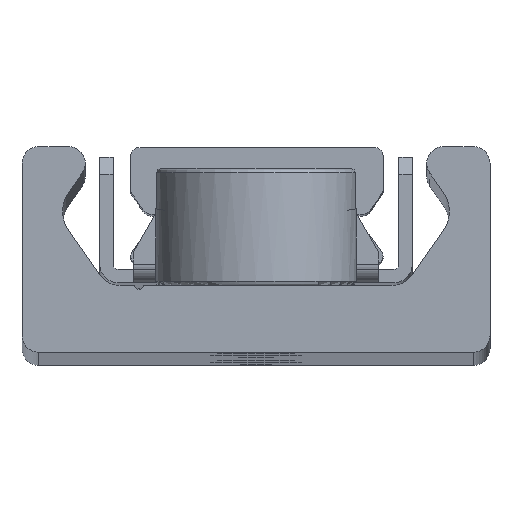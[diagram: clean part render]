
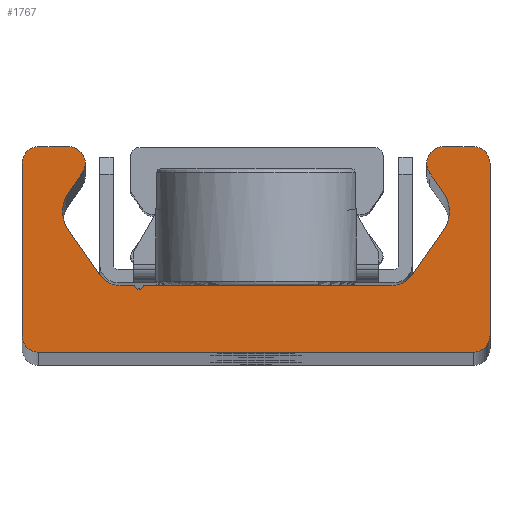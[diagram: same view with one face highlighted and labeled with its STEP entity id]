
A CAD part, top view. The second image highlights one B-rep face of the part: STEP entity #1767.
In plain terms, the highlighted planar face has unit normal (0, 0, 1).
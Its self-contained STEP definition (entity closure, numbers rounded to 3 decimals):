
#891=CARTESIAN_POINT('',(-13.0,0.0,450.0));
#892=VERTEX_POINT('',#891);
#893=CARTESIAN_POINT('',(-14.,1.0,450.0));
#894=VERTEX_POINT('',#893);
#895=CARTESIAN_POINT('',(-13.0,1.0,450.0));
#896=DIRECTION('',(0.0,0.0,-1.0));
#897=DIRECTION('',(-1.0,0.0,0.0));
#898=AXIS2_PLACEMENT_3D('',#895,#896,#897);
#899=CIRCLE('',#898,1.0);
#900=EDGE_CURVE('',#892,#894,#899,.T.);
#933=CARTESIAN_POINT('',(-14.,11.3,450.0));
#934=VERTEX_POINT('',#933);
#935=CARTESIAN_POINT('',(-14.,1.0,450.0));
#936=DIRECTION('',(0.0,1.0,0.0));
#937=VECTOR('',#936,10.3);
#938=LINE('',#935,#937);
#939=EDGE_CURVE('',#894,#934,#938,.T.);
#964=CARTESIAN_POINT('',(-13.0,12.3,450.0));
#965=VERTEX_POINT('',#964);
#966=CARTESIAN_POINT('',(-13.0,11.3,450.0));
#967=DIRECTION('',(0.0,0.0,-1.0));
#968=DIRECTION('',(0.0,1.0,0.0));
#969=AXIS2_PLACEMENT_3D('',#966,#967,#968);
#970=CIRCLE('',#969,1.0);
#971=EDGE_CURVE('',#934,#965,#970,.T.);
#997=CARTESIAN_POINT('',(-11.214,12.3,450.0));
#998=VERTEX_POINT('',#997);
#999=CARTESIAN_POINT('',(-13.0,12.3,450.0));
#1000=DIRECTION('',(1.0,0.0,0.0));
#1001=VECTOR('',#1000,1.786);
#1002=LINE('',#999,#1001);
#1003=EDGE_CURVE('',#965,#998,#1002,.T.);
#1028=CARTESIAN_POINT('',(-10.395,10.726,450.0));
#1029=VERTEX_POINT('',#1028);
#1030=CARTESIAN_POINT('',(-11.214,11.3,450.0));
#1031=DIRECTION('',(0.0,0.0,-1.0));
#1032=DIRECTION('',(0.819,-0.574,0.0));
#1033=AXIS2_PLACEMENT_3D('',#1030,#1031,#1032);
#1034=CIRCLE('',#1033,1.0);
#1035=EDGE_CURVE('',#998,#1029,#1034,.T.);
#1061=CARTESIAN_POINT('',(-11.206,9.567,450.0));
#1062=VERTEX_POINT('',#1061);
#1063=CARTESIAN_POINT('',(-10.395,10.726,450.0));
#1064=DIRECTION('',(-0.574,-0.819,0.0));
#1065=VECTOR('',#1064,1.415);
#1066=LINE('',#1063,#1065);
#1067=EDGE_CURVE('',#1029,#1062,#1066,.T.);
#1092=CARTESIAN_POINT('',(-11.206,7.273,450.0));
#1093=VERTEX_POINT('',#1092);
#1094=CARTESIAN_POINT('',(-9.568,8.42,450.0));
#1095=DIRECTION('',(0.0,0.0,1.0));
#1096=DIRECTION('',(0.819,-0.574,0.0));
#1097=AXIS2_PLACEMENT_3D('',#1094,#1095,#1096);
#1098=CIRCLE('',#1097,2.0);
#1099=EDGE_CURVE('',#1062,#1093,#1098,.T.);
#1125=CARTESIAN_POINT('',(-9.363,4.64,450.0));
#1126=VERTEX_POINT('',#1125);
#1127=CARTESIAN_POINT('',(-11.206,7.273,450.0));
#1128=DIRECTION('',(0.574,-0.819,0.0));
#1129=VECTOR('',#1128,3.215);
#1130=LINE('',#1127,#1129);
#1131=EDGE_CURVE('',#1093,#1126,#1130,.T.);
#1156=CARTESIAN_POINT('',(-8.134,4.0,450.0));
#1157=VERTEX_POINT('',#1156);
#1158=CARTESIAN_POINT('',(-8.134,5.5,450.0));
#1159=DIRECTION('',(0.0,0.0,1.0));
#1160=DIRECTION('',(0.819,0.574,0.0));
#1161=AXIS2_PLACEMENT_3D('',#1158,#1159,#1160);
#1162=CIRCLE('',#1161,1.5);
#1163=EDGE_CURVE('',#1126,#1157,#1162,.T.);
#1189=CARTESIAN_POINT('',(-7.335,4.,450.0));
#1190=VERTEX_POINT('',#1189);
#1191=CARTESIAN_POINT('',(-8.134,4.0,450.0));
#1192=DIRECTION('',(1.0,0.0,0.0));
#1193=VECTOR('',#1192,0.798);
#1194=LINE('',#1191,#1193);
#1195=EDGE_CURVE('',#1157,#1190,#1194,.T.);
#1220=CARTESIAN_POINT('',(-7.24,3.929,450.0));
#1221=VERTEX_POINT('',#1220);
#1222=CARTESIAN_POINT('',(-7.335,3.9,450.0));
#1223=DIRECTION('',(0.0,0.0,-1.));
#1224=DIRECTION('',(0.958,0.286,0.0));
#1225=AXIS2_PLACEMENT_3D('',#1222,#1223,#1224);
#1226=CIRCLE('',#1225,0.1);
#1227=EDGE_CURVE('',#1190,#1221,#1226,.T.);
#1253=CARTESIAN_POINT('',(-6.76,3.929,450.0));
#1254=VERTEX_POINT('',#1253);
#1255=CARTESIAN_POINT('',(-7.,4.0,450.0));
#1256=DIRECTION('',(0.0,0.0,1.));
#1257=DIRECTION('',(0.958,0.286,0.0));
#1258=AXIS2_PLACEMENT_3D('',#1255,#1256,#1257);
#1259=CIRCLE('',#1258,0.25);
#1260=EDGE_CURVE('',#1221,#1254,#1259,.T.);
#1286=CARTESIAN_POINT('',(-6.665,4.,450.0));
#1287=VERTEX_POINT('',#1286);
#1288=CARTESIAN_POINT('',(-6.665,3.9,450.0));
#1289=DIRECTION('',(0.0,0.0,-1.0));
#1290=DIRECTION('',(0.0,1.0,0.0));
#1291=AXIS2_PLACEMENT_3D('',#1288,#1289,#1290);
#1292=CIRCLE('',#1291,0.1);
#1293=EDGE_CURVE('',#1254,#1287,#1292,.T.);
#1319=CARTESIAN_POINT('',(8.134,4.,450.0));
#1320=VERTEX_POINT('',#1319);
#1321=CARTESIAN_POINT('',(-6.665,4.,450.0));
#1322=DIRECTION('',(1.0,0.0,0.0));
#1323=VECTOR('',#1322,14.798);
#1324=LINE('',#1321,#1323);
#1325=EDGE_CURVE('',#1287,#1320,#1324,.T.);
#1374=CARTESIAN_POINT('',(9.363,4.64,450.0));
#1375=VERTEX_POINT('',#1374);
#1376=CARTESIAN_POINT('',(8.134,5.5,450.0));
#1377=DIRECTION('',(0.0,0.0,1.0));
#1378=DIRECTION('',(0.0,1.0,0.0));
#1379=AXIS2_PLACEMENT_3D('',#1376,#1377,#1378);
#1380=CIRCLE('',#1379,1.5);
#1381=EDGE_CURVE('',#1320,#1375,#1380,.T.);
#1407=CARTESIAN_POINT('',(11.206,7.273,450.0));
#1408=VERTEX_POINT('',#1407);
#1409=CARTESIAN_POINT('',(9.363,4.64,450.0));
#1410=DIRECTION('',(0.574,0.819,0.0));
#1411=VECTOR('',#1410,3.215);
#1412=LINE('',#1409,#1411);
#1413=EDGE_CURVE('',#1375,#1408,#1412,.T.);
#1438=CARTESIAN_POINT('',(11.206,9.567,450.0));
#1439=VERTEX_POINT('',#1438);
#1440=CARTESIAN_POINT('',(9.568,8.42,450.0));
#1441=DIRECTION('',(0.0,0.0,1.));
#1442=DIRECTION('',(-0.819,0.574,0.0));
#1443=AXIS2_PLACEMENT_3D('',#1440,#1441,#1442);
#1444=CIRCLE('',#1443,2.0);
#1445=EDGE_CURVE('',#1408,#1439,#1444,.T.);
#1471=CARTESIAN_POINT('',(10.395,10.726,450.0));
#1472=VERTEX_POINT('',#1471);
#1473=CARTESIAN_POINT('',(11.206,9.567,450.0));
#1474=DIRECTION('',(-0.574,0.819,0.0));
#1475=VECTOR('',#1474,1.415);
#1476=LINE('',#1473,#1475);
#1477=EDGE_CURVE('',#1439,#1472,#1476,.T.);
#1502=CARTESIAN_POINT('',(11.214,12.3,450.0));
#1503=VERTEX_POINT('',#1502);
#1504=CARTESIAN_POINT('',(11.214,11.3,450.0));
#1505=DIRECTION('',(0.0,0.0,-1.0));
#1506=DIRECTION('',(0.0,1.0,0.0));
#1507=AXIS2_PLACEMENT_3D('',#1504,#1505,#1506);
#1508=CIRCLE('',#1507,1.0);
#1509=EDGE_CURVE('',#1472,#1503,#1508,.T.);
#1535=CARTESIAN_POINT('',(13.0,12.3,450.0));
#1536=VERTEX_POINT('',#1535);
#1537=CARTESIAN_POINT('',(11.214,12.3,450.0));
#1538=DIRECTION('',(1.0,0.0,0.0));
#1539=VECTOR('',#1538,1.786);
#1540=LINE('',#1537,#1539);
#1541=EDGE_CURVE('',#1503,#1536,#1540,.T.);
#1566=CARTESIAN_POINT('',(14.,11.3,450.0));
#1567=VERTEX_POINT('',#1566);
#1568=CARTESIAN_POINT('',(13.0,11.3,450.0));
#1569=DIRECTION('',(0.0,0.0,-1.0));
#1570=DIRECTION('',(1.0,0.0,0.0));
#1571=AXIS2_PLACEMENT_3D('',#1568,#1569,#1570);
#1572=CIRCLE('',#1571,1.0);
#1573=EDGE_CURVE('',#1536,#1567,#1572,.T.);
#1599=CARTESIAN_POINT('',(14.,1.0,450.0));
#1600=VERTEX_POINT('',#1599);
#1601=CARTESIAN_POINT('',(14.,11.3,450.0));
#1602=DIRECTION('',(0.0,-1.0,0.0));
#1603=VECTOR('',#1602,10.3);
#1604=LINE('',#1601,#1603);
#1605=EDGE_CURVE('',#1567,#1600,#1604,.T.);
#1630=CARTESIAN_POINT('',(13.0,0.0,450.0));
#1631=VERTEX_POINT('',#1630);
#1632=CARTESIAN_POINT('',(13.0,1.0,450.0));
#1633=DIRECTION('',(0.0,0.0,-1.0));
#1634=DIRECTION('',(0.0,-1.0,0.0));
#1635=AXIS2_PLACEMENT_3D('',#1632,#1633,#1634);
#1636=CIRCLE('',#1635,1.0);
#1637=EDGE_CURVE('',#1600,#1631,#1636,.T.);
#1663=CARTESIAN_POINT('',(13.0,0.0,450.0));
#1664=DIRECTION('',(-1.0,0.0,0.0));
#1665=VECTOR('',#1664,26.0);
#1666=LINE('',#1663,#1665);
#1667=EDGE_CURVE('',#1631,#892,#1666,.T.);
#1736=CARTESIAN_POINT('',(-0.017,4.731,450.0));
#1737=DIRECTION('',(0.0,0.0,1.0));
#1738=DIRECTION('',(1.0,0.0,0.0));
#1739=AXIS2_PLACEMENT_3D('',#1736,#1737,#1738);
#1740=PLANE('',#1739);
#1741=ORIENTED_EDGE('',*,*,#900,.F.);
#1742=ORIENTED_EDGE('',*,*,#1667,.F.);
#1743=ORIENTED_EDGE('',*,*,#1637,.F.);
#1744=ORIENTED_EDGE('',*,*,#1605,.F.);
#1745=ORIENTED_EDGE('',*,*,#1573,.F.);
#1746=ORIENTED_EDGE('',*,*,#1541,.F.);
#1747=ORIENTED_EDGE('',*,*,#1509,.F.);
#1748=ORIENTED_EDGE('',*,*,#1477,.F.);
#1749=ORIENTED_EDGE('',*,*,#1445,.F.);
#1750=ORIENTED_EDGE('',*,*,#1413,.F.);
#1751=ORIENTED_EDGE('',*,*,#1381,.F.);
#1752=ORIENTED_EDGE('',*,*,#1325,.F.);
#1753=ORIENTED_EDGE('',*,*,#1293,.F.);
#1754=ORIENTED_EDGE('',*,*,#1260,.F.);
#1755=ORIENTED_EDGE('',*,*,#1227,.F.);
#1756=ORIENTED_EDGE('',*,*,#1195,.F.);
#1757=ORIENTED_EDGE('',*,*,#1163,.F.);
#1758=ORIENTED_EDGE('',*,*,#1131,.F.);
#1759=ORIENTED_EDGE('',*,*,#1099,.F.);
#1760=ORIENTED_EDGE('',*,*,#1067,.F.);
#1761=ORIENTED_EDGE('',*,*,#1035,.F.);
#1762=ORIENTED_EDGE('',*,*,#1003,.F.);
#1763=ORIENTED_EDGE('',*,*,#971,.F.);
#1764=ORIENTED_EDGE('',*,*,#939,.F.);
#1765=EDGE_LOOP('',(#1741,#1742,#1743,#1744,#1745,#1746,#1747,#1748,#1749,#1750,#1751,#1752,#1753,#1754,#1755,#1756,#1757,#1758,#1759,#1760,#1761,#1762,#1763,#1764));
#1766=FACE_OUTER_BOUND('',#1765,.T.);
#1767=ADVANCED_FACE('',(#1766),#1740,.T.);
